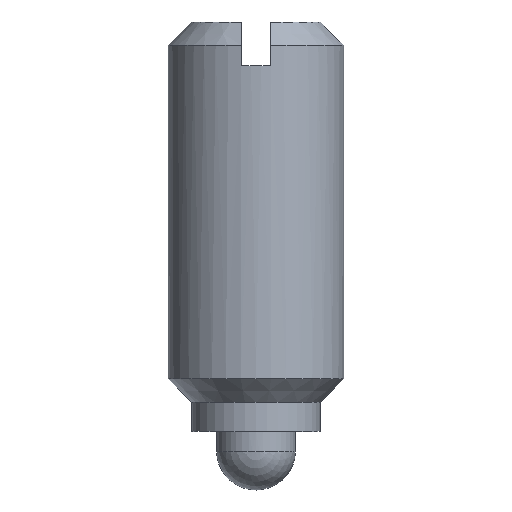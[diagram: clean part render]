
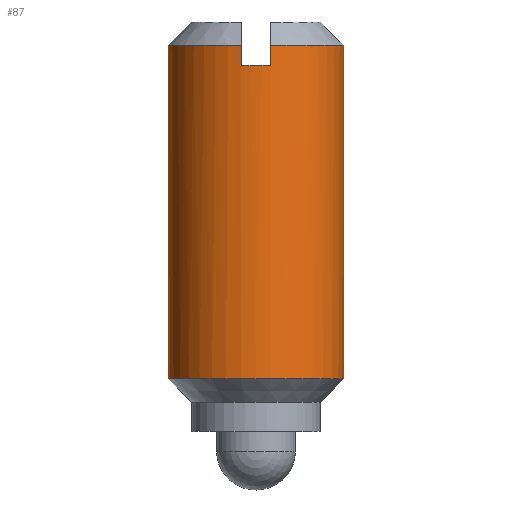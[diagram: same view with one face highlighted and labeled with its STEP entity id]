
A CAD part, front view. The second image highlights one B-rep face of the part: STEP entity #87.
In plain terms, the highlighted cylindrical face has radius 3 mm (diameter 6 mm), a partial arc.
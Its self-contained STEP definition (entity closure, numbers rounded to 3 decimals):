
#3 = CARTESIAN_POINT ( 'NONE',  ( 0., 0., 14. ) ) ;
#8 = CARTESIAN_POINT ( 'NONE',  ( -3., 0., 13.2 ) ) ;
#11 = DIRECTION ( 'NONE',  ( 1., 0., 0. ) ) ;
#18 = DIRECTION ( 'NONE',  ( -1., 0., 0. ) ) ;
#23 = FACE_OUTER_BOUND ( 'NONE', #407, .T. ) ;
#49 = ORIENTED_EDGE ( 'NONE', *, *, #697, .T. ) ;
#56 = CARTESIAN_POINT ( 'NONE',  ( -0.5, -2.958, 14. ) ) ;
#87 = ADVANCED_FACE ( 'NONE', ( #23 ), #133, .T. ) ;
#121 = ORIENTED_EDGE ( 'NONE', *, *, #665, .T. ) ;
#130 = LINE ( 'NONE', #854, #1060 ) ;
#133 = CYLINDRICAL_SURFACE ( 'NONE', #859, 3. ) ;
#139 = DIRECTION ( 'NONE',  ( 0., 0., -1. ) ) ;
#155 = CARTESIAN_POINT ( 'NONE',  ( 3., 0., 14. ) ) ;
#173 = DIRECTION ( 'NONE',  ( 0., 0., -1. ) ) ;
#210 = LINE ( 'NONE', #155, #651 ) ;
#248 = DIRECTION ( 'NONE',  ( -1., 0., 0. ) ) ;
#296 = VECTOR ( 'NONE', #843, 1000. ) ;
#304 = AXIS2_PLACEMENT_3D ( 'NONE', #1073, #530, #11 ) ;
#316 = DIRECTION ( 'NONE',  ( 0., 0., -1. ) ) ;
#348 = CARTESIAN_POINT ( 'NONE',  ( -0.5, -2.958, 12.5 ) ) ;
#394 = CARTESIAN_POINT ( 'NONE',  ( 0., 0., 13.2 ) ) ;
#395 = ORIENTED_EDGE ( 'NONE', *, *, #529, .T. ) ;
#407 = EDGE_LOOP ( 'NONE', ( #1103, #395, #121, #943, #49, #472, #999, #695 ) ) ;
#428 = VERTEX_POINT ( 'NONE', #582 ) ;
#435 = EDGE_CURVE ( 'NONE', #1074, #897, #210, .T. ) ;
#453 = CIRCLE ( 'NONE', #304, 3. ) ;
#472 = ORIENTED_EDGE ( 'NONE', *, *, #567, .T. ) ;
#480 = DIRECTION ( 'NONE',  ( 0., 0., -1. ) ) ;
#482 = DIRECTION ( 'NONE',  ( 1., 0., 0. ) ) ;
#529 = EDGE_CURVE ( 'NONE', #1074, #739, #819, .T. ) ;
#530 = DIRECTION ( 'NONE',  ( 0., 0., 1. ) ) ;
#536 = DIRECTION ( 'NONE',  ( 0., 0., 1. ) ) ;
#559 = VERTEX_POINT ( 'NONE', #930 ) ;
#567 = EDGE_CURVE ( 'NONE', #862, #908, #1077, .T. ) ;
#582 = CARTESIAN_POINT ( 'NONE',  ( -3., 0., 1.8 ) ) ;
#651 = VECTOR ( 'NONE', #761, 1000. ) ;
#665 = EDGE_CURVE ( 'NONE', #739, #559, #130, .T. ) ;
#668 = VECTOR ( 'NONE', #316, 1000. ) ;
#669 = AXIS2_PLACEMENT_3D ( 'NONE', #1024, #480, #1113 ) ;
#695 = ORIENTED_EDGE ( 'NONE', *, *, #1058, .T. ) ;
#697 = EDGE_CURVE ( 'NONE', #1041, #862, #996, .T. ) ;
#727 = CIRCLE ( 'NONE', #740, 3. ) ;
#739 = VERTEX_POINT ( 'NONE', #944 ) ;
#740 = AXIS2_PLACEMENT_3D ( 'NONE', #1080, #536, #18 ) ;
#761 = DIRECTION ( 'NONE',  ( 0., 0., -1. ) ) ;
#780 = LINE ( 'NONE', #869, #668 ) ;
#819 = CIRCLE ( 'NONE', #669, 3. ) ;
#843 = DIRECTION ( 'NONE',  ( 0., 0., 1. ) ) ;
#844 = EDGE_CURVE ( 'NONE', #908, #428, #780, .T. ) ;
#853 = AXIS2_PLACEMENT_3D ( 'NONE', #394, #1026, #482 ) ;
#854 = CARTESIAN_POINT ( 'NONE',  ( 0.5, -2.958, 14. ) ) ;
#859 = AXIS2_PLACEMENT_3D ( 'NONE', #3, #173, #248 ) ;
#862 = VERTEX_POINT ( 'NONE', #1135 ) ;
#869 = CARTESIAN_POINT ( 'NONE',  ( -3., 0., 14. ) ) ;
#881 = CARTESIAN_POINT ( 'NONE',  ( 3., 0., 1.8 ) ) ;
#897 = VERTEX_POINT ( 'NONE', #881 ) ;
#908 = VERTEX_POINT ( 'NONE', #8 ) ;
#930 = CARTESIAN_POINT ( 'NONE',  ( 0.5, -2.958, 12.5 ) ) ;
#943 = ORIENTED_EDGE ( 'NONE', *, *, #945, .F. ) ;
#944 = CARTESIAN_POINT ( 'NONE',  ( 0.5, -2.958, 13.2 ) ) ;
#945 = EDGE_CURVE ( 'NONE', #1041, #559, #453, .T. ) ;
#996 = LINE ( 'NONE', #56, #296 ) ;
#999 = ORIENTED_EDGE ( 'NONE', *, *, #844, .T. ) ;
#1024 = CARTESIAN_POINT ( 'NONE',  ( 0., 0., 13.2 ) ) ;
#1026 = DIRECTION ( 'NONE',  ( 0., 0., -1. ) ) ;
#1041 = VERTEX_POINT ( 'NONE', #348 ) ;
#1058 = EDGE_CURVE ( 'NONE', #428, #897, #727, .T. ) ;
#1060 = VECTOR ( 'NONE', #139, 1000. ) ;
#1073 = CARTESIAN_POINT ( 'NONE',  ( 0., 0., 12.5 ) ) ;
#1074 = VERTEX_POINT ( 'NONE', #1082 ) ;
#1077 = CIRCLE ( 'NONE', #853, 3. ) ;
#1080 = CARTESIAN_POINT ( 'NONE',  ( 0., 0., 1.8 ) ) ;
#1082 = CARTESIAN_POINT ( 'NONE',  ( 3., 0., 13.2 ) ) ;
#1103 = ORIENTED_EDGE ( 'NONE', *, *, #435, .F. ) ;
#1113 = DIRECTION ( 'NONE',  ( 1., 0., 0. ) ) ;
#1135 = CARTESIAN_POINT ( 'NONE',  ( -0.5, -2.958, 13.2 ) ) ;
